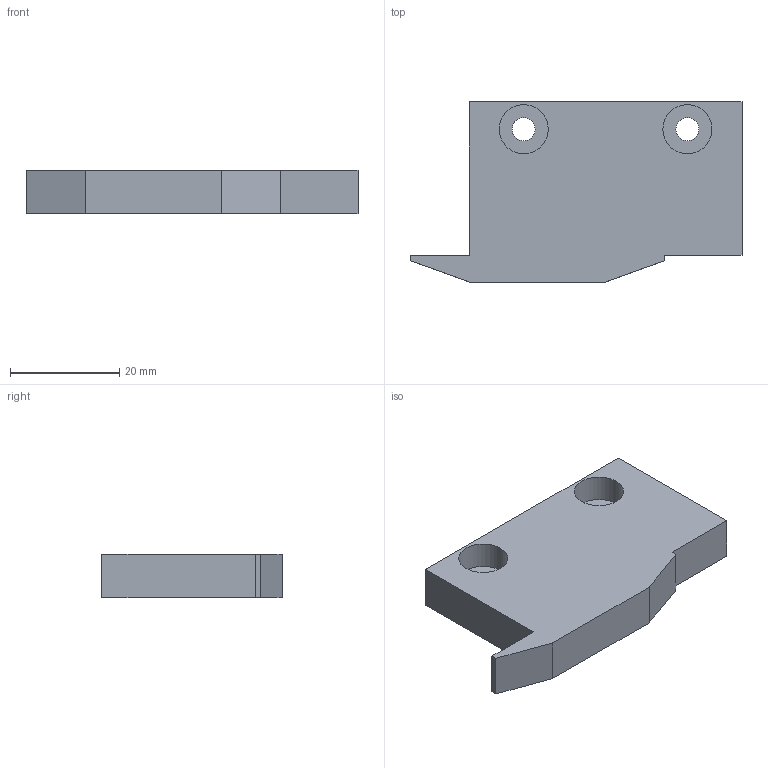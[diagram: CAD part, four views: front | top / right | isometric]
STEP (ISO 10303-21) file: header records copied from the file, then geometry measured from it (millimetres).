
FILE_DESCRIPTION(/* description */ (''),/* implementation_level */ '2;1');
FILE_NAME(/* name */ 'Limit switch trigger.step',/* time_stamp */ '2023-08-18T11:23:31+02:00',/* author */ (''),/* organization */ (''),/* preprocessor_version */ 'ST-DEVELOPER v20',/* originating_system */ 'Autodesk Translation Framework v12.9.0.99',/* authorisation */ '');
FILE_SCHEMA (('AUTOMOTIVE_DESIGN { 1 0 10303 214 3 1 1 }'));
Length unit declared in the file: millimetre
Products named in the file (2): DiyActivePedal; Limit switch trigger
Assembly tree (1 placements, depth 2):
  DiyActivePedal
    Limit switch trigger
Bounding box: 60.83 x 33 x 8 mm (x, y, z)
Volume: 12010.9 mm3; surface area: 4938.7 mm2
Topology: 1 solids, 1 shells, 18 faces, 42 edges, 28 vertices
Faces by surface type: plane 14, cylinder 4
Full cylindrical faces by diameter (mm): 4.2 x2, 9 x2
Entity records: 582 total; most frequent: DIRECTION 92, CARTESIAN_POINT 91, ORIENTED_EDGE 84, EDGE_CURVE 42, LINE 34, VECTOR 34, AXIS2_PLACEMENT_3D 29, VERTEX_POINT 28
